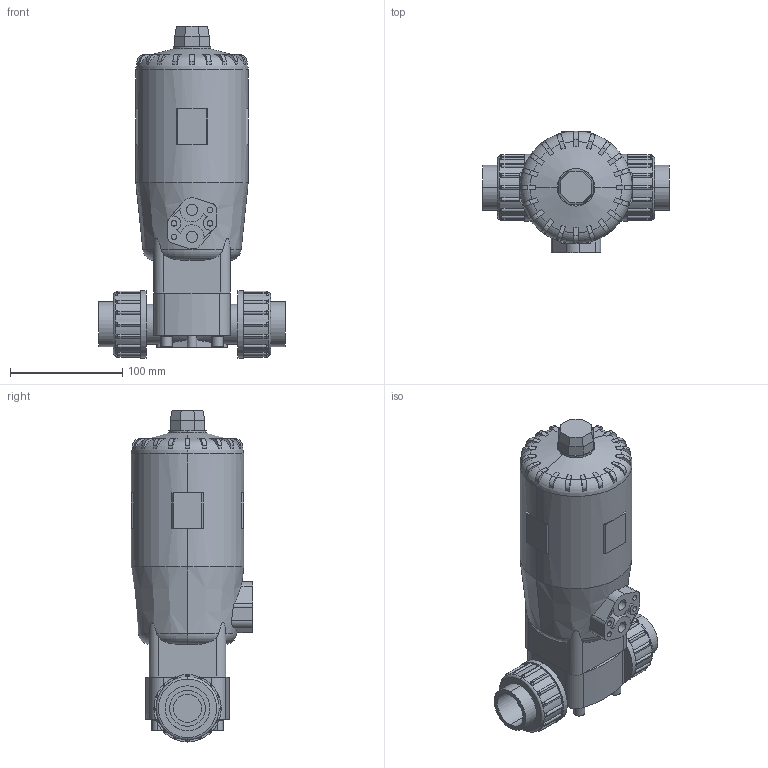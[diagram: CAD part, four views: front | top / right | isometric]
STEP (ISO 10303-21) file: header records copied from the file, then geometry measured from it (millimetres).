
FILE_DESCRIPTION(('STEP AP214'),'1');
FILE_NAME('cctmp_14BC7D0C-3360-473E-B88D-7C8D1BB0E6DA_2021_10_26_10_39_06_0415..stp','2021-10-26T08:39:06',('Praher Valves GmbH'),('CADClick - www.CADClick.com'),'Spatial InterOp 3D',' ','unknown authorization');
FILE_SCHEMA(('AUTOMOTIVE_DESIGN'));
Length unit declared in the file: millimetre
Products named in the file (1): 125645
Bounding box: 166 x 108 x 295.5 mm (x, y, z)
Volume: 1861385.4 mm3; surface area: 136970.2 mm2
Topology: 1 solids, 3 shells, 465 faces, 1198 edges, 774 vertices
Faces by surface type: plane 199, cylinder 186, sphere 64, torus 12, cone 4
Entity records: 20349 total; most frequent: CARTESIAN_POINT 5247, DIRECTION 2436, ORIENTED_EDGE 2396, EDGE_CURVE 1198, AXIS2_PLACEMENT_3D 976, VERTEX_POINT 774, EDGE_LOOP 500, CIRCLE 494
